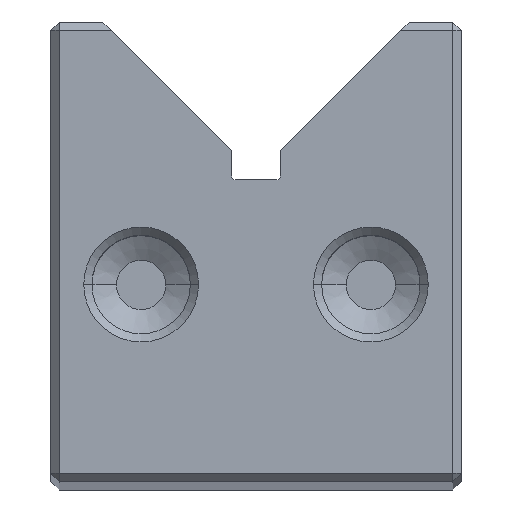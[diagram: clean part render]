
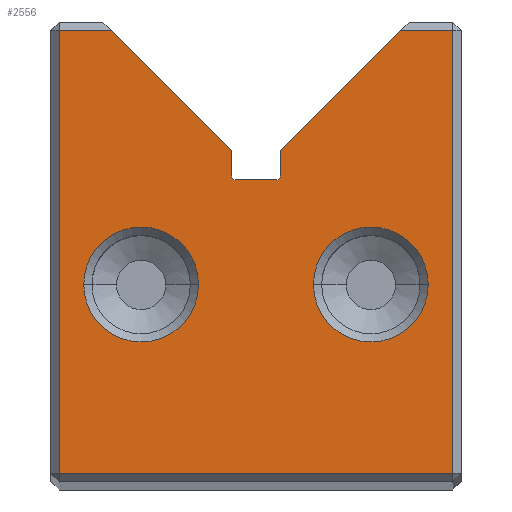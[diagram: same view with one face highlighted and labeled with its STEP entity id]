
A CAD part, top view. The second image highlights one B-rep face of the part: STEP entity #2556.
In plain terms, the highlighted planar face has unit normal (0, 0, 1).
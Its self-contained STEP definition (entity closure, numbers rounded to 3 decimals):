
#2556=ADVANCED_FACE('',(#3425,#3426,#3427),#2907,.F.);
#2907=PLANE('',#8899);
#3151=CIRCLE('',#8827,3.5);
#3153=CIRCLE('',#8830,3.5);
#3186=CIRCLE('',#8889,0.25);
#3187=CIRCLE('',#8892,0.25);
#3188=CIRCLE('',#8897,3.5);
#3189=CIRCLE('',#8898,3.5);
#3425=FACE_BOUND('',#3522,.T.);
#3426=FACE_BOUND('',#3523,.T.);
#3427=FACE_BOUND('',#3524,.T.);
#3522=EDGE_LOOP('',(#4289,#4290));
#3523=EDGE_LOOP('',(#4291,#4292));
#3524=EDGE_LOOP('',(#4293,#4294,#4295,#4296,#4297,#4298,#4299,#4300,#4301,
#4302,#4303,#4304));
#4289=ORIENTED_EDGE('',*,*,#6685,.T.);
#4290=ORIENTED_EDGE('',*,*,#6794,.T.);
#4291=ORIENTED_EDGE('',*,*,#6681,.T.);
#4292=ORIENTED_EDGE('',*,*,#6795,.T.);
#4293=ORIENTED_EDGE('',*,*,#6796,.T.);
#4294=ORIENTED_EDGE('',*,*,#6797,.T.);
#4295=ORIENTED_EDGE('',*,*,#6789,.T.);
#4296=ORIENTED_EDGE('',*,*,#6785,.T.);
#4297=ORIENTED_EDGE('',*,*,#6783,.T.);
#4298=ORIENTED_EDGE('',*,*,#6781,.T.);
#4299=ORIENTED_EDGE('',*,*,#6779,.T.);
#4300=ORIENTED_EDGE('',*,*,#6777,.T.);
#4301=ORIENTED_EDGE('',*,*,#6775,.T.);
#4302=ORIENTED_EDGE('',*,*,#6798,.T.);
#4303=ORIENTED_EDGE('',*,*,#6799,.T.);
#4304=ORIENTED_EDGE('',*,*,#6800,.T.);
#6053=VERTEX_POINT('',#11361);
#6054=VERTEX_POINT('',#11363);
#6057=VERTEX_POINT('',#11370);
#6058=VERTEX_POINT('',#11372);
#6121=VERTEX_POINT('',#11548);
#6122=VERTEX_POINT('',#11550);
#6123=VERTEX_POINT('',#11554);
#6124=VERTEX_POINT('',#11558);
#6125=VERTEX_POINT('',#11562);
#6126=VERTEX_POINT('',#11566);
#6127=VERTEX_POINT('',#11570);
#6130=VERTEX_POINT('',#11578);
#6133=VERTEX_POINT('',#11590);
#6134=VERTEX_POINT('',#11591);
#6135=VERTEX_POINT('',#11594);
#6136=VERTEX_POINT('',#11596);
#6681=EDGE_CURVE('',#6054,#6053,#3151,.T.);
#6685=EDGE_CURVE('',#6058,#6057,#3153,.T.);
#6775=EDGE_CURVE('',#6122,#6121,#7611,.T.);
#6777=EDGE_CURVE('',#6123,#6122,#7613,.T.);
#6779=EDGE_CURVE('',#6124,#6123,#3186,.T.);
#6781=EDGE_CURVE('',#6125,#6124,#7616,.T.);
#6783=EDGE_CURVE('',#6126,#6125,#3187,.T.);
#6785=EDGE_CURVE('',#6127,#6126,#7619,.T.);
#6789=EDGE_CURVE('',#6130,#6127,#7623,.T.);
#6794=EDGE_CURVE('',#6057,#6058,#3188,.T.);
#6795=EDGE_CURVE('',#6053,#6054,#3189,.T.);
#6796=EDGE_CURVE('',#6133,#6134,#7628,.T.);
#6797=EDGE_CURVE('',#6134,#6130,#7629,.T.);
#6798=EDGE_CURVE('',#6121,#6135,#7630,.T.);
#6799=EDGE_CURVE('',#6135,#6136,#7631,.T.);
#6800=EDGE_CURVE('',#6136,#6133,#7632,.T.);
#7611=LINE('',#11549,#8321);
#7613=LINE('',#11553,#8323);
#7616=LINE('',#11561,#8326);
#7619=LINE('',#11569,#8329);
#7623=LINE('',#11577,#8333);
#7628=LINE('',#11589,#8338);
#7629=LINE('',#11592,#8339);
#7630=LINE('',#11593,#8340);
#7631=LINE('',#11595,#8341);
#7632=LINE('',#11597,#8342);
#8321=VECTOR('',#9560,1.);
#8323=VECTOR('',#9564,1.);
#8326=VECTOR('',#9573,1.);
#8329=VECTOR('',#9582,1.);
#8333=VECTOR('',#9588,1.);
#8338=VECTOR('',#9601,1.);
#8339=VECTOR('',#9602,1.);
#8340=VECTOR('',#9603,1.);
#8341=VECTOR('',#9604,1.);
#8342=VECTOR('',#9605,1.);
#8827=AXIS2_PLACEMENT_3D('',#11362,#9381,#9382);
#8830=AXIS2_PLACEMENT_3D('',#11371,#9389,#9390);
#8889=AXIS2_PLACEMENT_3D('',#11557,#9568,#9569);
#8892=AXIS2_PLACEMENT_3D('',#11565,#9577,#9578);
#8897=AXIS2_PLACEMENT_3D('',#11587,#9597,#9598);
#8898=AXIS2_PLACEMENT_3D('',#11588,#9599,#9600);
#8899=AXIS2_PLACEMENT_3D('',#11598,#9606,#9607);
#9381=DIRECTION('',(0.,0.,-1.));
#9382=DIRECTION('',(-1.,0.,0.));
#9389=DIRECTION('',(0.,0.,-1.));
#9390=DIRECTION('',(-1.,0.,0.));
#9560=DIRECTION('',(-0.707,0.707,0.));
#9564=DIRECTION('',(0.,1.,0.));
#9568=DIRECTION('',(0.,0.,-1.));
#9569=DIRECTION('',(1.,0.,0.));
#9573=DIRECTION('',(-1.,0.,0.));
#9577=DIRECTION('',(0.,0.,-1.));
#9578=DIRECTION('',(-1.,0.,0.));
#9582=DIRECTION('',(0.,-1.,0.));
#9588=DIRECTION('',(-0.707,-0.707,0.));
#9597=DIRECTION('',(0.,0.,-1.));
#9598=DIRECTION('',(-1.,0.,0.));
#9599=DIRECTION('',(0.,0.,-1.));
#9600=DIRECTION('',(-1.,0.,0.));
#9601=DIRECTION('',(0.,1.,0.));
#9602=DIRECTION('',(-1.,0.,0.));
#9603=DIRECTION('',(-1.,0.,0.));
#9604=DIRECTION('',(0.,-1.,0.));
#9605=DIRECTION('',(1.,0.,0.));
#9606=DIRECTION('',(0.,0.,-1.));
#9607=DIRECTION('',(-1.,0.,0.));
#11361=CARTESIAN_POINT('',(-10.5,12.,0.));
#11362=CARTESIAN_POINT('',(-7.,12.,0.));
#11363=CARTESIAN_POINT('',(-3.5,12.,0.));
#11370=CARTESIAN_POINT('',(3.5,12.,0.));
#11371=CARTESIAN_POINT('',(7.,12.,0.));
#11372=CARTESIAN_POINT('',(10.5,12.,0.));
#11548=CARTESIAN_POINT('',(-8.828,27.5,0.));
#11549=CARTESIAN_POINT('',(-9.328,28.,0.));
#11550=CARTESIAN_POINT('',(-1.5,20.172,0.));
#11553=CARTESIAN_POINT('',(-1.5,20.172,0.));
#11554=CARTESIAN_POINT('',(-1.5,18.622,0.));
#11557=CARTESIAN_POINT('',(-1.25,18.622,0.));
#11558=CARTESIAN_POINT('',(-1.25,18.372,0.));
#11561=CARTESIAN_POINT('',(1.25,18.372,0.));
#11562=CARTESIAN_POINT('',(1.25,18.372,0.));
#11565=CARTESIAN_POINT('',(1.25,18.622,0.));
#11566=CARTESIAN_POINT('',(1.5,18.622,0.));
#11569=CARTESIAN_POINT('',(1.5,20.172,0.));
#11570=CARTESIAN_POINT('',(1.5,20.172,0.));
#11577=CARTESIAN_POINT('',(9.328,28.,0.));
#11578=CARTESIAN_POINT('',(8.828,27.5,0.));
#11587=CARTESIAN_POINT('',(7.,12.,0.));
#11588=CARTESIAN_POINT('',(-7.,12.,0.));
#11589=CARTESIAN_POINT('',(12.,28.,0.));
#11590=CARTESIAN_POINT('',(12.,0.5,0.));
#11591=CARTESIAN_POINT('',(12.,27.5,0.));
#11592=CARTESIAN_POINT('',(9.328,27.5,0.));
#11593=CARTESIAN_POINT('',(-12.5,27.5,0.));
#11594=CARTESIAN_POINT('',(-12.,27.5,0.));
#11595=CARTESIAN_POINT('',(-12.,0.,0.));
#11596=CARTESIAN_POINT('',(-12.,0.5,0.));
#11597=CARTESIAN_POINT('',(12.5,0.5,0.));
#11598=CARTESIAN_POINT('',(1.25,18.622,0.));
